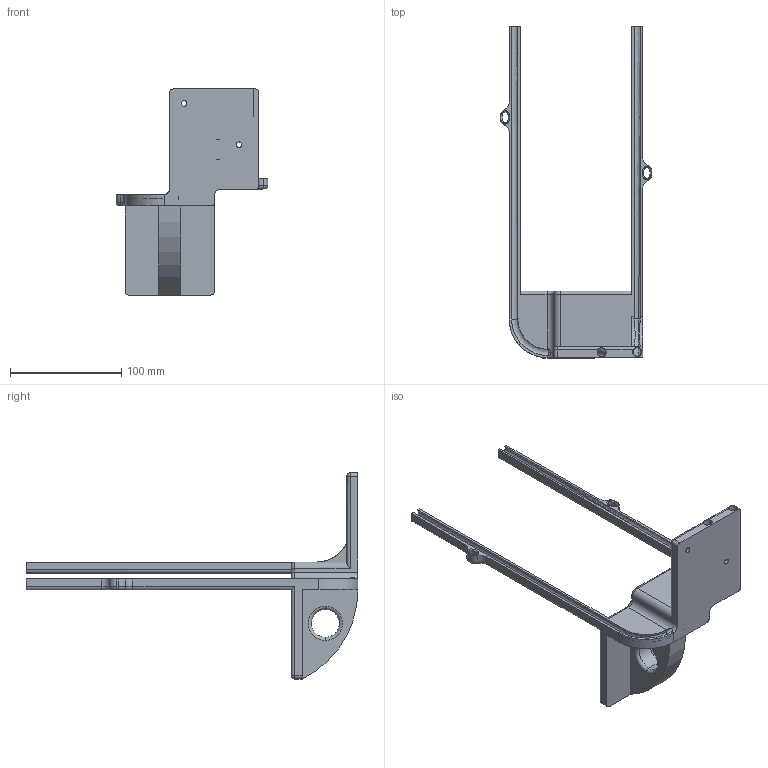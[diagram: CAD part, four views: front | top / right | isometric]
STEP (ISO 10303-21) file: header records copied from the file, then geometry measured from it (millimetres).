
FILE_DESCRIPTION((''),'2;1');
FILE_NAME('FLASCHENHALTER_ASM','2025-03-05T15:42:49',('weiss'),(''),'CREO PARAMETRIC BY PTC INC, 2022014','CREO PARAMETRIC BY PTC INC, 2022014','');
FILE_SCHEMA(('CONFIG_CONTROL_DESIGN'));
Length unit declared in the file: millimetre
Products named in the file (2): FLASCHENPODEST_AF5; FLASCHENHALTER_ASM
Assembly tree (1 placements, depth 2):
  FLASCHENHALTER_ASM
    FLASCHENPODEST_AF5
Bounding box: 136.2 x 298 x 185 mm (x, y, z)
Volume: 290178 mm3; surface area: 85103 mm2
Topology: 1 solids, 1 shells, 130 faces, 350 edges, 216 vertices
Faces by surface type: cylinder 44, plane 31, bspline 29, torus 14, extrusion 4, sphere 4, cone 4
Entity records: 6712 total; most frequent: CARTESIAN_POINT 3558, ORIENTED_EDGE 700, DIRECTION 581, EDGE_CURVE 350, AXIS2_PLACEMENT_3D 218, VERTEX_POINT 216, VECTOR 145, LINE 141
